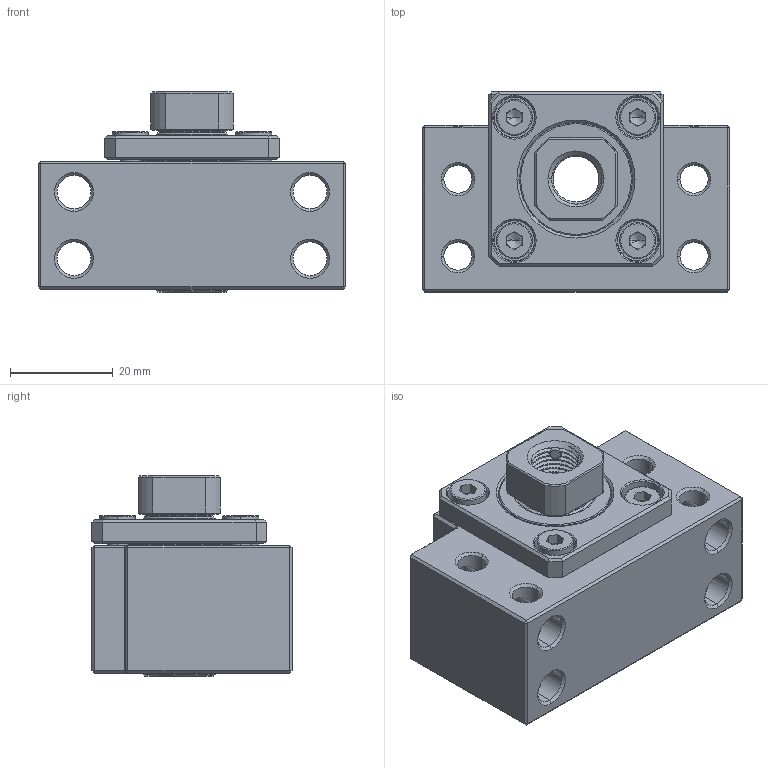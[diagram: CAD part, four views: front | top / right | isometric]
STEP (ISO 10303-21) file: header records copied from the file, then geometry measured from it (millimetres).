
FILE_DESCRIPTION (( 'STEP AP214' ), '1' );
FILE_NAME ('BK10 Unit.STEP', '2018-03-24T09:26:34', ( '' ), ( '' ), 'SwSTEP 2.0', 'SolidWorks 2017', '' );
FILE_SCHEMA (( 'AUTOMOTIVE_DESIGN' ));
Length unit declared in the file: millimetre
Products named in the file (13): BK Body_BK10; BK10 Unit; socket set screw flat point_din_DIN 913 - M3 x 5-C; socket head cap screw_iso_ISO 4762 M4 x 8 - 8N; BK Lock Nut_M10x1.0; Seal AOP_BK10; BK Flange_BK10; BK Collar_BK10F; BK Collar_BK10; 29V_7000_D_DW3D; 29V_7000_CD-OR_DW3D; 29V_7000_CD-RB_DW3D; 29V_7000_CD-IR_DW3D
Assembly tree (25 placements, depth 3):
  BK10 Unit
    BK Body_BK10
    29V_7000_D_DW3D  x2
      29V_7000_CD-IR_DW3D
      29V_7000_CD-RB_DW3D
      29V_7000_CD-OR_DW3D
    BK Collar_BK10
    BK Collar_BK10F
    BK Flange_BK10
    Seal AOP_BK10  x2
    BK Lock Nut_M10x1.0
    socket head cap screw_iso_ISO 4762 M4 x 8 - 8N  x4
    socket set screw flat point_din_DIN 913 - M3 x 5-C
Bounding box: 60 x 39 x 39 mm (x, y, z)
Volume: 46973.9 mm3; surface area: 29096.9 mm2
Topology: 34 solids, 34 shells, 675 faces, 1586 edges, 934 vertices
Faces by surface type: plane 188, cone 182, cylinder 152, torus 102, sphere 36, bspline 15
Entity records: 26829 total; most frequent: CARTESIAN_POINT 15028, DIRECTION 2437, ORIENTED_EDGE 2260, EDGE_CURVE 1130, AXIS2_PLACEMENT_3D 970, VERTEX_POINT 663, EDGE_LOOP 545, VECTOR 497
